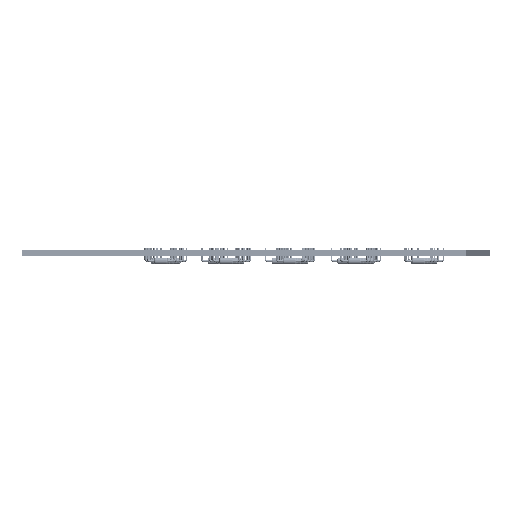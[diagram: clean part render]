
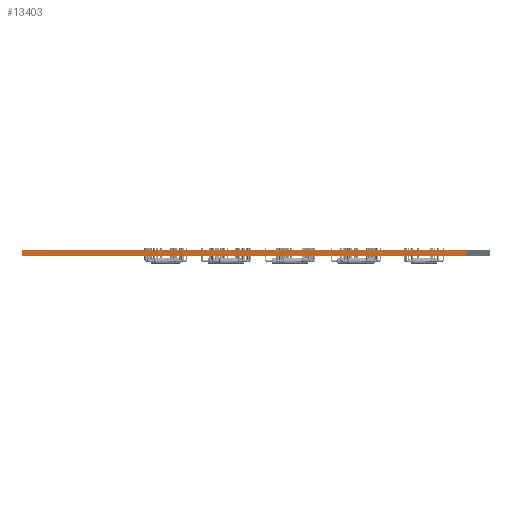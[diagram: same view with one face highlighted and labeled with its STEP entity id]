
A CAD part, left-side view. The second image highlights one B-rep face of the part: STEP entity #13403.
In plain terms, the highlighted planar face has unit normal (-1, 0, 0).
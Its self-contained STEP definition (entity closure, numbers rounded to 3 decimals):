
#1111 = VERTEX_POINT('',#1112);
#1112 = CARTESIAN_POINT('',(21.5,-155.,1.6));
#1118 = EDGE_CURVE('',#1119,#1111,#1121,.T.);
#1119 = VERTEX_POINT('',#1120);
#1120 = CARTESIAN_POINT('',(21.5,-155.,0.));
#1121 = LINE('',#1122,#1123);
#1122 = CARTESIAN_POINT('',(21.5,-155.,0.));
#1123 = VECTOR('',#1124,1.);
#1124 = DIRECTION('',(0.,0.,1.));
#1143 = VERTEX_POINT('',#1144);
#1144 = CARTESIAN_POINT('',(21.5,-24.,0.));
#1150 = EDGE_CURVE('',#1119,#1143,#1151,.T.);
#1151 = LINE('',#1152,#1153);
#1152 = CARTESIAN_POINT('',(21.5,-155.,0.));
#1153 = VECTOR('',#1154,1.);
#1154 = DIRECTION('',(0.,1.,0.));
#7268 = VERTEX_POINT('',#7269);
#7269 = CARTESIAN_POINT('',(21.5,-24.,1.6));
#7275 = EDGE_CURVE('',#1111,#7268,#7276,.T.);
#7276 = LINE('',#7277,#7278);
#7277 = CARTESIAN_POINT('',(21.5,-155.,1.6));
#7278 = VECTOR('',#7279,1.);
#7279 = DIRECTION('',(0.,1.,0.));
#13390 = EDGE_CURVE('',#1143,#7268,#13391,.T.);
#13391 = LINE('',#13392,#13393);
#13392 = CARTESIAN_POINT('',(21.5,-24.,0.));
#13393 = VECTOR('',#13394,1.);
#13394 = DIRECTION('',(0.,0.,1.));
#13403 = ADVANCED_FACE('',(#13404),#13410,.T.);
#13404 = FACE_BOUND('',#13405,.T.);
#13405 = EDGE_LOOP('',(#13406,#13407,#13408,#13409));
#13406 = ORIENTED_EDGE('',*,*,#1118,.T.);
#13407 = ORIENTED_EDGE('',*,*,#7275,.T.);
#13408 = ORIENTED_EDGE('',*,*,#13390,.F.);
#13409 = ORIENTED_EDGE('',*,*,#1150,.F.);
#13410 = PLANE('',#13411);
#13411 = AXIS2_PLACEMENT_3D('',#13412,#13413,#13414);
#13412 = CARTESIAN_POINT('',(21.5,-155.,0.));
#13413 = DIRECTION('',(-1.,0.,0.));
#13414 = DIRECTION('',(0.,1.,0.));
